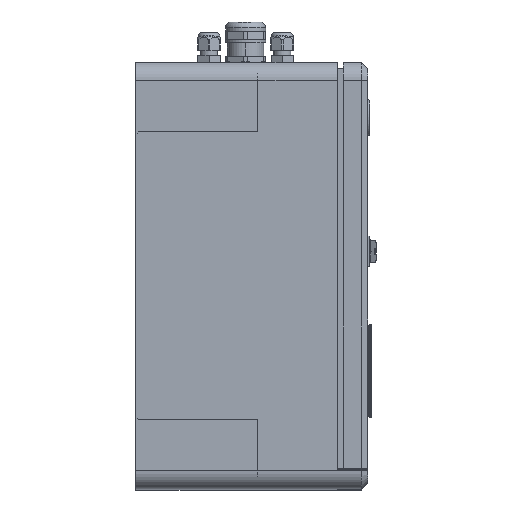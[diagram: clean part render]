
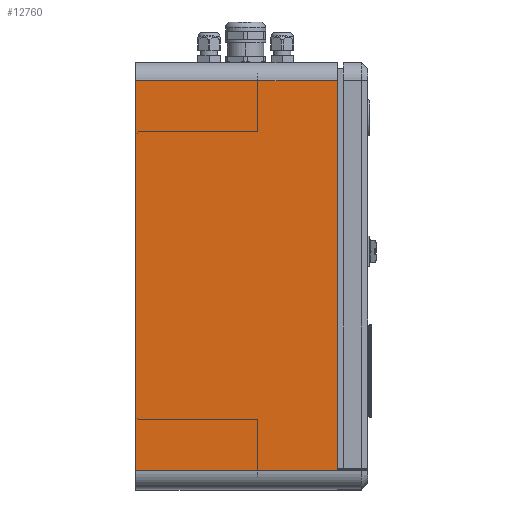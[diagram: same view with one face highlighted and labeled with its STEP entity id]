
A CAD part, top view. The second image highlights one B-rep face of the part: STEP entity #12760.
In plain terms, the highlighted planar face has unit normal (0, 0, 1).
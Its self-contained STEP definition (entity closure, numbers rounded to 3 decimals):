
#563=DIRECTION('',(0.,-1.,0.));
#564=VECTOR('',#563,320.);
#565=CARTESIAN_POINT('',(0.,160.,250.));
#566=LINE('',#565,#564);
#1589=DIRECTION('',(0.,-1.,0.));
#1590=VECTOR('',#1589,1.);
#1591=CARTESIAN_POINT('',(185.,-159.,250.));
#1592=LINE('',#1591,#1590);
#1596=DIRECTION('',(-1.,0.,0.));
#1597=VECTOR('',#1596,185.);
#1598=CARTESIAN_POINT('',(185.,-160.,250.));
#1599=LINE('',#1598,#1597);
#1603=DIRECTION('',(-1.,0.,0.));
#1604=VECTOR('',#1603,165.);
#1605=CARTESIAN_POINT('',(165.,160.,250.));
#1606=LINE('',#1605,#1604);
#1610=DIRECTION('',(-1.,0.,0.));
#1611=VECTOR('',#1610,20.);
#1612=CARTESIAN_POINT('',(185.,-159.,250.));
#1613=LINE('',#1612,#1611);
#2172=DIRECTION('',(0.,1.,0.));
#2173=VECTOR('',#2172,319.);
#2174=CARTESIAN_POINT('',(165.,-159.,250.));
#2175=LINE('',#2174,#2173);
#10249=CARTESIAN_POINT('',(165.,-159.,250.));
#10251=VERTEX_POINT('',#10249);
#10274=CARTESIAN_POINT('',(0.,-160.,250.));
#10276=VERTEX_POINT('',#10274);
#10277=CARTESIAN_POINT('',(0.,160.,250.));
#10279=VERTEX_POINT('',#10277);
#10283=CARTESIAN_POINT('',(165.,160.,250.));
#10284=VERTEX_POINT('',#10283);
#10339=CARTESIAN_POINT('',(185.,-160.,250.));
#10340=VERTEX_POINT('',#10339);
#10341=CARTESIAN_POINT('',(185.,-159.,250.));
#10343=VERTEX_POINT('',#10341);
#12746=CARTESIAN_POINT('',(0.,175.,250.));
#12747=DIRECTION('',(0.,0.,1.));
#12748=DIRECTION('',(0.,-1.,0.));
#12749=AXIS2_PLACEMENT_3D('',#12746,#12747,#12748);
#12750=PLANE('',#12749);
#12751=ORIENTED_EDGE('',*,*,#12727,.T.);
#12752=ORIENTED_EDGE('',*,*,#12367,.T.);
#12753=ORIENTED_EDGE('',*,*,#12208,.F.);
#12754=ORIENTED_EDGE('',*,*,#12186,.F.);
#12756=ORIENTED_EDGE('',*,*,#12755,.F.);
#12757=ORIENTED_EDGE('',*,*,#12710,.F.);
#12758=EDGE_LOOP('',(#12751,#12752,#12753,#12754,#12756,#12757));
#12759=FACE_OUTER_BOUND('',#12758,.F.);
#12186=EDGE_CURVE('',#10284,#10279,#1606,.T.);
#12208=EDGE_CURVE('',#10279,#10276,#566,.T.);
#12367=EDGE_CURVE('',#10340,#10276,#1599,.T.);
#12710=EDGE_CURVE('',#10343,#10251,#1613,.T.);
#12727=EDGE_CURVE('',#10343,#10340,#1592,.T.);
#12755=EDGE_CURVE('',#10251,#10284,#2175,.T.);
#12760=ADVANCED_FACE('',(#12759),#12750,.T.);
